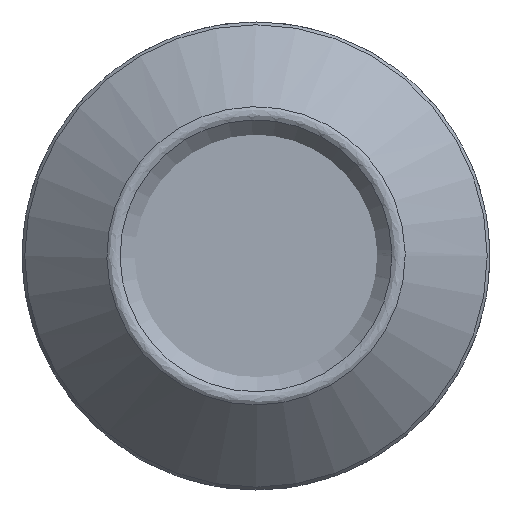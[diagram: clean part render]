
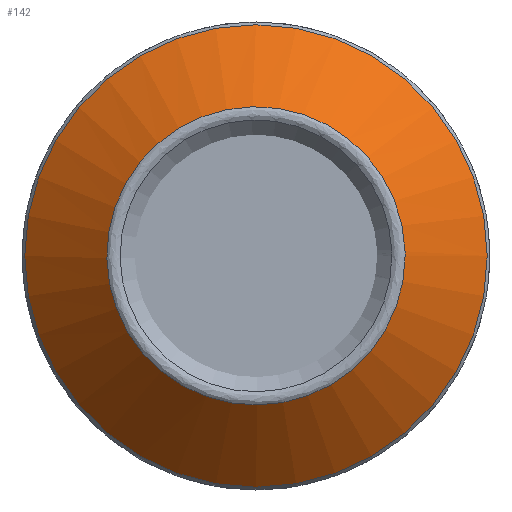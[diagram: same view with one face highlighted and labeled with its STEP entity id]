
A CAD part, top view. The second image highlights one B-rep face of the part: STEP entity #142.
In plain terms, the highlighted face is a revolution surface.
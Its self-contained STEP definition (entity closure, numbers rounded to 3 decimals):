
#124=LINE('',#724,#132);
#132=VECTOR('',#411,9.9);
#142=ADVANCED_FACE('',(#181,#182),#162,.F.);
#162=SURFACE_OF_REVOLUTION('',#124,#170);
#170=AXIS1_PLACEMENT('',#725,#412);
#181=FACE_BOUND('',#212,.T.);
#182=FACE_BOUND('',#213,.T.);
#212=EDGE_LOOP('',(#248));
#213=EDGE_LOOP('',(#249));
#248=ORIENTED_EDGE('',*,*,#309,.T.);
#249=ORIENTED_EDGE('',*,*,#310,.F.);
#289=VERTEX_POINT('',#713);
#290=VERTEX_POINT('',#723);
#309=EDGE_CURVE('',#289,#289,#331,.T.);
#310=EDGE_CURVE('',#290,#290,#332,.T.);
#331=CIRCLE('',#368,19.692);
#332=CIRCLE('',#369,12.7);
#368=AXIS2_PLACEMENT_3D('',#712,#406,#407);
#369=AXIS2_PLACEMENT_3D('',#722,#409,#410);
#406=DIRECTION('',(0.,0.,1.));
#407=DIRECTION('',(1.,0.,0.));
#409=DIRECTION('',(0.,0.,1.));
#410=DIRECTION('',(1.,0.,0.));
#411=DIRECTION('',(0.708,0.,-0.706));
#412=DIRECTION('',(0.,0.,1.));
#712=CARTESIAN_POINT('',(0.,0.,-6.992));
#713=CARTESIAN_POINT('',(19.692,0.,-6.992));
#722=CARTESIAN_POINT('',(0.,0.,0.));
#723=CARTESIAN_POINT('',(12.7,0.,0.));
#724=CARTESIAN_POINT('',(12.652,1.107,0.));
#725=CARTESIAN_POINT('',(0.,0.,0.));
